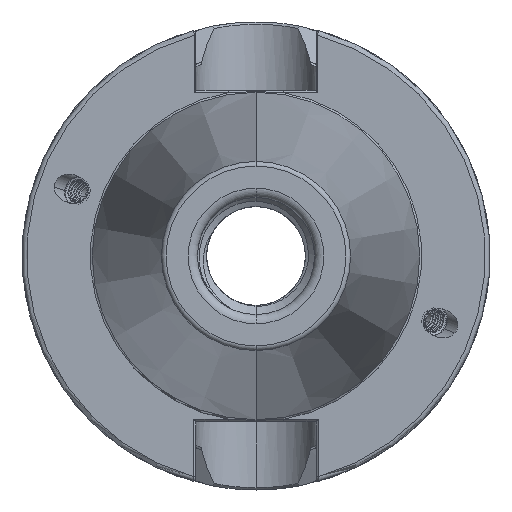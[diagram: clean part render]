
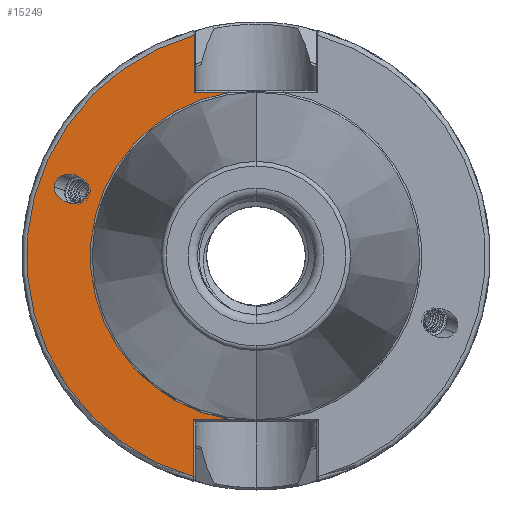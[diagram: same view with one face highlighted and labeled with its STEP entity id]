
A CAD part, left-side view. The second image highlights one B-rep face of the part: STEP entity #15249.
In plain terms, the highlighted planar face has unit normal (-1, 0, 0).
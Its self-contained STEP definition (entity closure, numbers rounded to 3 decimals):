
#19 = CARTESIAN_POINT ( 'NONE',  ( 0., 0., 0. ) ) ;
#37 = DIRECTION ( 'NONE',  ( 1., 0., 0. ) ) ;
#48 = DIRECTION ( 'NONE',  ( 0., 0., -1. ) ) ;
#172 = EDGE_CURVE ( 'NONE', #2959, #2938, #3858, .T. ) ;
#186 = EDGE_CURVE ( 'NONE', #3020, #3106, #3911, .T. ) ;
#209 = EDGE_CURVE ( 'NONE', #2932, #3106, #3824, .T. ) ;
#229 = EDGE_CURVE ( 'NONE', #3020, #2959, #3879, .T. ) ;
#236 = EDGE_CURVE ( 'NONE', #2938, #3064, #3944, .T. ) ;
#338 = EDGE_CURVE ( 'NONE', #3064, #2932, #2273, .T. ) ;
#529 = AXIS2_PLACEMENT_3D ( 'NONE', #1148, #1183, #1144 ) ;
#533 = EDGE_CURVE ( 'NONE', #12958, #1465, #2171, .T. ) ;
#547 = EDGE_CURVE ( 'NONE', #10428, #12958, #2198, .T. ) ;
#571 = AXIS2_PLACEMENT_3D ( 'NONE', #19, #37, #48 ) ;
#789 = CARTESIAN_POINT ( 'NONE',  ( 0., 43.118, 14.766 ) ) ;
#849 = CARTESIAN_POINT ( 'NONE',  ( 0., 43.118, 9.99 ) ) ;
#879 = CARTESIAN_POINT ( 'NONE',  ( 0., 35.968, 13.091 ) ) ;
#900 = CARTESIAN_POINT ( 'NONE',  ( 0., 37.57, 8.69 ) ) ;
#1031 = EDGE_CURVE ( 'NONE', #1465, #10428, #23484, .T. ) ;
#1144 = DIRECTION ( 'NONE',  ( 0., 0., -1. ) ) ;
#1148 = CARTESIAN_POINT ( 'NONE',  ( 0., 0., 0. ) ) ;
#1183 = DIRECTION ( 'NONE',  ( 1., 0., 0. ) ) ;
#1465 = VERTEX_POINT ( 'NONE', #11738 ) ;
#2171 =( BOUNDED_CURVE ( )  B_SPLINE_CURVE ( 3, ( #19284, #19281, #19273, #19274 ),
 .UNSPECIFIED., .F., .T. ) 
 B_SPLINE_CURVE_WITH_KNOTS ( ( 4, 4 ),
 ( 0.29, 3.431 ),
 .UNSPECIFIED. ) 
 CURVE ( )  GEOMETRIC_REPRESENTATION_ITEM ( )  RATIONAL_B_SPLINE_CURVE ( ( 1., 0.333, 0.333, 1. ) ) 
 REPRESENTATION_ITEM ( '' )  );
#2198 =( BOUNDED_CURVE ( )  B_SPLINE_CURVE ( 3, ( #19301, #19269, #19296, #19298 ),
 .UNSPECIFIED., .F., .F. ) 
 B_SPLINE_CURVE_WITH_KNOTS ( ( 4, 4 ),
 ( 0., 0.29 ),
 .UNSPECIFIED. ) 
 CURVE ( )  GEOMETRIC_REPRESENTATION_ITEM ( )  RATIONAL_B_SPLINE_CURVE ( ( 1., 0.993, 0.993, 1. ) ) 
 REPRESENTATION_ITEM ( '' )  );
#2261 = VECTOR ( 'NONE', #12949, 1000. ) ;
#2273 = LINE ( 'NONE', #12937, #2261 ) ;
#2672 = ORIENTED_EDGE ( 'NONE', *, *, #209, .T. ) ;
#2694 = ORIENTED_EDGE ( 'NONE', *, *, #338, .T. ) ;
#2698 = ORIENTED_EDGE ( 'NONE', *, *, #236, .T. ) ;
#2702 = ORIENTED_EDGE ( 'NONE', *, *, #186, .F. ) ;
#2707 = ORIENTED_EDGE ( 'NONE', *, *, #172, .T. ) ;
#2717 = ORIENTED_EDGE ( 'NONE', *, *, #547, .F. ) ;
#2722 = ORIENTED_EDGE ( 'NONE', *, *, #533, .F. ) ;
#2756 = ORIENTED_EDGE ( 'NONE', *, *, #1031, .F. ) ;
#2763 = ORIENTED_EDGE ( 'NONE', *, *, #229, .T. ) ;
#2932 = VERTEX_POINT ( 'NONE', #13636 ) ;
#2938 = VERTEX_POINT ( 'NONE', #13637 ) ;
#2959 = VERTEX_POINT ( 'NONE', #13617 ) ;
#3020 = VERTEX_POINT ( 'NONE', #13686 ) ;
#3064 = VERTEX_POINT ( 'NONE', #13718 ) ;
#3106 = VERTEX_POINT ( 'NONE', #13738 ) ;
#3759 = EDGE_LOOP ( 'NONE', ( #2702, #2763, #2707, #2698, #2694, #2672 ) ) ;
#3819 = EDGE_LOOP ( 'NONE', ( #2717, #2756, #2722 ) ) ;
#3824 = LINE ( 'NONE', #11207, #3935 ) ;
#3832 = VECTOR ( 'NONE', #23233, 1000. ) ;
#3858 = LINE ( 'NONE', #23170, #3832 ) ;
#3879 = LINE ( 'NONE', #25426, #3948 ) ;
#3911 = CIRCLE ( 'NONE', #571, 49. ) ;
#3935 = VECTOR ( 'NONE', #23192, 1000. ) ;
#3944 = CIRCLE ( 'NONE', #529, 35.398 ) ;
#3948 = VECTOR ( 'NONE', #25427, 1000. ) ;
#10428 = VERTEX_POINT ( 'NONE', #24640 ) ;
#11207 = CARTESIAN_POINT ( 'NONE',  ( 0., 13.194, 0. ) ) ;
#11738 = CARTESIAN_POINT ( 'NONE',  ( 0., 43.118, 14.766 ) ) ;
#12937 = CARTESIAN_POINT ( 'NONE',  ( 0., 35.398, 34.9 ) ) ;
#12949 = DIRECTION ( 'NONE',  ( 0., 1., 0. ) ) ;
#12958 = VERTEX_POINT ( 'NONE', #24733 ) ;
#13617 = CARTESIAN_POINT ( 'NONE',  ( 0., 13.279, -34.9 ) ) ;
#13636 = CARTESIAN_POINT ( 'NONE',  ( 0., 13.194, 34.9 ) ) ;
#13637 = CARTESIAN_POINT ( 'NONE',  ( 0., 5.916, -34.9 ) ) ;
#13686 = CARTESIAN_POINT ( 'NONE',  ( 0., 13.279, -47.166 ) ) ;
#13718 = CARTESIAN_POINT ( 'NONE',  ( 0., 5.916, 34.9 ) ) ;
#13738 = CARTESIAN_POINT ( 'NONE',  ( 0., 13.194, 47.19 ) ) ;
#15249 = ADVANCED_FACE ( 'NONE', ( #25623, #25628 ), #20793, .T. ) ;
#18466 = AXIS2_PLACEMENT_3D ( 'NONE', #20804, #20769, #20776 ) ;
#19269 = CARTESIAN_POINT ( 'NONE',  ( 0., 35.867, 13.369 ) ) ;
#19273 = CARTESIAN_POINT ( 'NONE',  ( 0., 43.118, 20.987 ) ) ;
#19274 = CARTESIAN_POINT ( 'NONE',  ( 0., 43.118, 14.766 ) ) ;
#19281 = CARTESIAN_POINT ( 'NONE',  ( 0., 35.816, 20.184 ) ) ;
#19284 = CARTESIAN_POINT ( 'NONE',  ( 0., 35.816, 13.963 ) ) ;
#19296 = CARTESIAN_POINT ( 'NONE',  ( 0., 35.816, 13.662 ) ) ;
#19298 = CARTESIAN_POINT ( 'NONE',  ( 0., 35.816, 13.963 ) ) ;
#19301 = CARTESIAN_POINT ( 'NONE',  ( 0., 35.968, 13.091 ) ) ;
#20769 = DIRECTION ( 'NONE',  ( -1., 0., 0. ) ) ;
#20776 = DIRECTION ( 'NONE',  ( 0., 0., 1. ) ) ;
#20793 = PLANE ( 'NONE',  #18466 ) ;
#20804 = CARTESIAN_POINT ( 'NONE',  ( 0., 35.398, 0. ) ) ;
#23170 = CARTESIAN_POINT ( 'NONE',  ( 0., -12.85, -34.9 ) ) ;
#23192 = DIRECTION ( 'NONE',  ( 0., 0., 1. ) ) ;
#23233 = DIRECTION ( 'NONE',  ( 0., -1., 0. ) ) ;
#23484 =( BOUNDED_CURVE ( )  B_SPLINE_CURVE ( 3, ( #789, #849, #900, #879 ),
 .UNSPECIFIED., .F., .T. ) 
 B_SPLINE_CURVE_WITH_KNOTS ( ( 4, 4 ),
 ( 3.431, 6.283 ),
 .UNSPECIFIED. ) 
 CURVE ( )  GEOMETRIC_REPRESENTATION_ITEM ( )  RATIONAL_B_SPLINE_CURVE ( ( 1., 0.43, 0.43, 1. ) ) 
 REPRESENTATION_ITEM ( '' )  );
#24640 = CARTESIAN_POINT ( 'NONE',  ( 0., 35.968, 13.091 ) ) ;
#24733 = CARTESIAN_POINT ( 'NONE',  ( 0., 35.816, 13.963 ) ) ;
#25426 = CARTESIAN_POINT ( 'NONE',  ( 0., 13.279, -35.4 ) ) ;
#25427 = DIRECTION ( 'NONE',  ( 0., 0., 1. ) ) ;
#25623 = FACE_BOUND ( 'NONE', #3819, .T. ) ;
#25628 = FACE_OUTER_BOUND ( 'NONE', #3759, .T. ) ;
